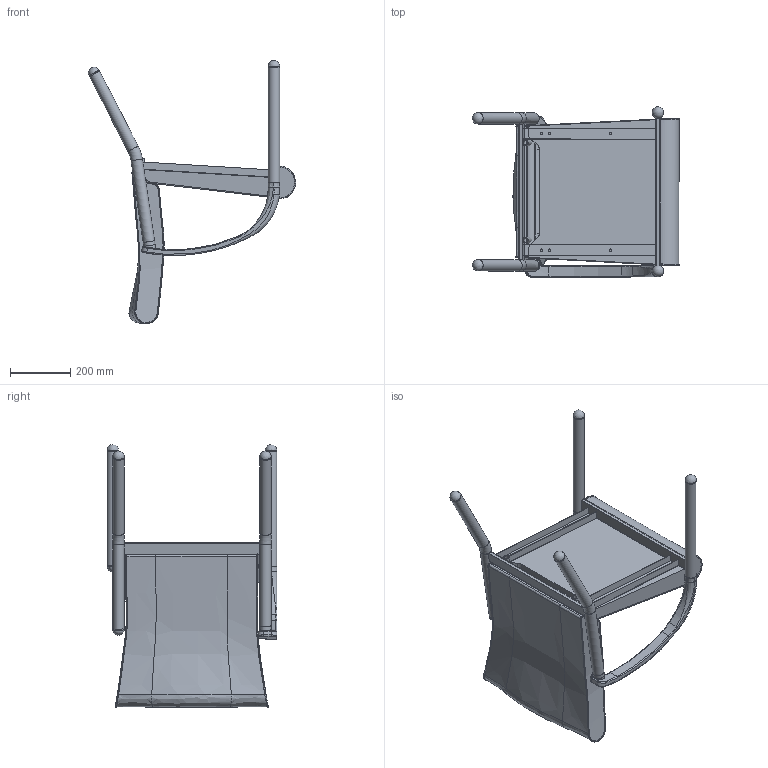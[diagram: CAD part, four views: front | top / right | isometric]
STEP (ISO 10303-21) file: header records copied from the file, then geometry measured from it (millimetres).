
FILE_DESCRIPTION((''),'2;1');
FILE_NAME('LF14RWS.stp','2011-04-07T12:33:32',('jkibby'),(''),'Autodesk Inventor 2010','Autodesk Inventor 2010','');
FILE_SCHEMA(('AUTOMOTIVE_DESIGN { 1 0 10303 214 1 1 1 1 }'));
Length unit declared in the file: inch
Products named in the file (14): LF12AWS; FRONT LEG ASM; FRONT LEG; FRONT CROSS MBR; SEAT RAIL; RIGHT ARM; LF12 BACK-2; GLIDE; WALLSAVER REAR LEG ASM; REAR CROSS MBR; BACK TUBES; WALL SAVER REAR LEG; LF14 SEAT
Assembly tree (21 placements, depth 3):
  LF12AWS
    FRONT LEG ASM
      FRONT LEG  x2
      FRONT CROSS MBR
    SEAT RAIL  x2
    RIGHT ARM
    LF12 BACK-2
    GLIDE  x4
    WALLSAVER REAR LEG ASM
      REAR CROSS MBR
      BACK TUBES  x2
      WALL SAVER REAR LEG  x2
    LF14 SEAT
    GLIDE  x2
Bounding box: 689.77 x 565.57 x 874.6 mm (x, y, z)
Volume: 31115633.9 mm3; surface area: 2086626.2 mm2
Topology: 19 solids, 19 shells, 329 faces, 758 edges, 461 vertices
Faces by surface type: bspline 153, plane 87, cylinder 76, sphere 7, torus 4, cone 2
Full cylindrical faces by diameter (mm): 7.938 x6, 14.63 x2, 19.05 x2, 34.925 x10, 35.052 x2, 37.694 x1, 38.1 x6
Entity records: 21252 total; most frequent: CARTESIAN_POINT 15131, ORIENTED_EDGE 1276, DIRECTION 966, EDGE_CURVE 638, VERTEX_POINT 397, AXIS2_PLACEMENT_3D 390, EDGE_LOOP 319, FACE_OUTER_BOUND 283
